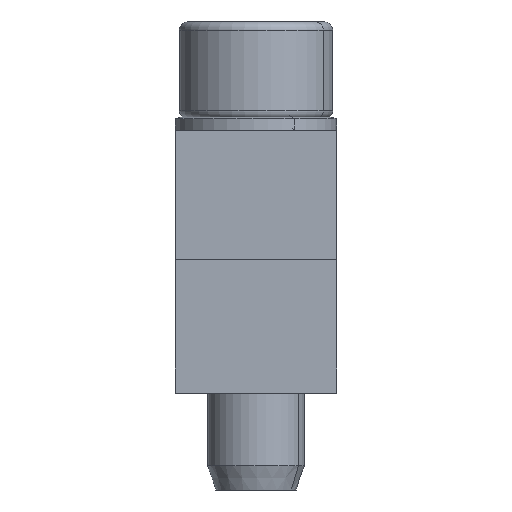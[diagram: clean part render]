
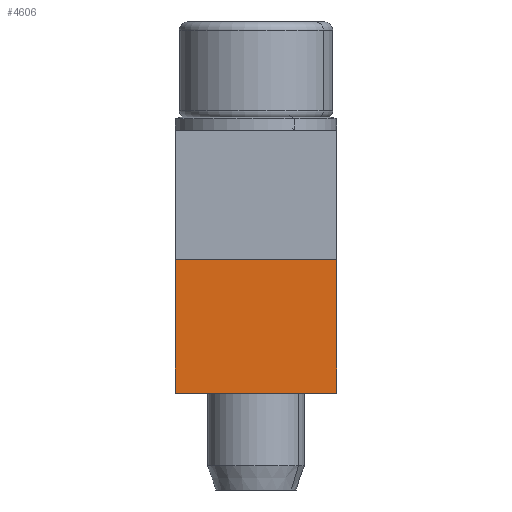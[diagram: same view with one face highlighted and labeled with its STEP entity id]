
A CAD part, left-side view. The second image highlights one B-rep face of the part: STEP entity #4606.
In plain terms, the highlighted planar face has unit normal (-1, 0, 0).
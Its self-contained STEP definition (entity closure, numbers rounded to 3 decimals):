
#4579=AXIS2_PLACEMENT_3D('Plane Axis2P3D',#4576,#4577,#4578) ;
#4536=CARTESIAN_POINT('Vertex',(0.,10.,14.299)) ;
#4541=CARTESIAN_POINT('Line Origine',(0.,5.,14.299)) ;
#4545=CARTESIAN_POINT('Vertex',(0.,0.,14.299)) ;
#4576=CARTESIAN_POINT('Axis2P3D Location',(0.,5.,14.299)) ;
#4581=CARTESIAN_POINT('Line Origine',(0.,10.,10.149)) ;
#4585=CARTESIAN_POINT('Vertex',(0.,10.,5.999)) ;
#4588=CARTESIAN_POINT('Line Origine',(0.,5.,5.999)) ;
#4592=CARTESIAN_POINT('Vertex',(0.,0.,5.999)) ;
#4595=CARTESIAN_POINT('Line Origine',(0.,0.,10.149)) ;
#4542=DIRECTION('Vector Direction',(0.,-1.,0.)) ;
#4577=DIRECTION('Axis2P3D Direction',(1.,0.,0.)) ;
#4578=DIRECTION('Axis2P3D XDirection',(0.,-1.,0.)) ;
#4582=DIRECTION('Vector Direction',(0.,0.,1.)) ;
#4589=DIRECTION('Vector Direction',(0.,1.,0.)) ;
#4596=DIRECTION('Vector Direction',(0.,0.,-1.)) ;
#4543=VECTOR('Line Direction',#4542,1.) ;
#4583=VECTOR('Line Direction',#4582,1.) ;
#4590=VECTOR('Line Direction',#4589,1.) ;
#4597=VECTOR('Line Direction',#4596,1.) ;
#4601=ORIENTED_EDGE('',*,*,#4587,.F.) ;
#4602=ORIENTED_EDGE('',*,*,#4594,.F.) ;
#4603=ORIENTED_EDGE('',*,*,#4599,.F.) ;
#4604=ORIENTED_EDGE('',*,*,#4547,.F.) ;
#4606=ADVANCED_FACE('xxxx_VH_8_3_M6_WDU95N_120N.3\\Koerper.2',(#4605),#4580,.F.) ;
#4547=EDGE_CURVE('',#4537,#4546,#4544,.T.) ;
#4587=EDGE_CURVE('',#4586,#4537,#4584,.T.) ;
#4594=EDGE_CURVE('',#4593,#4586,#4591,.T.) ;
#4599=EDGE_CURVE('',#4546,#4593,#4598,.T.) ;
#4600=EDGE_LOOP('',(#4601,#4602,#4603,#4604)) ;
#4605=FACE_OUTER_BOUND('',#4600,.T.) ;
#4544=LINE('Line',#4541,#4543) ;
#4584=LINE('Line',#4581,#4583) ;
#4591=LINE('Line',#4588,#4590) ;
#4598=LINE('Line',#4595,#4597) ;
#4580=PLANE('',#4579) ;
#4537=VERTEX_POINT('',#4536) ;
#4546=VERTEX_POINT('',#4545) ;
#4586=VERTEX_POINT('',#4585) ;
#4593=VERTEX_POINT('',#4592) ;
